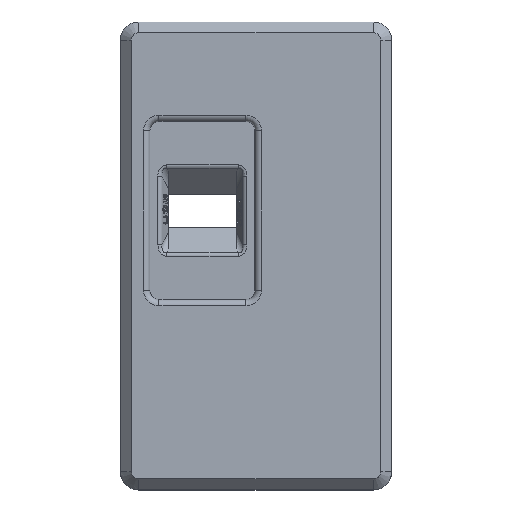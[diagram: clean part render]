
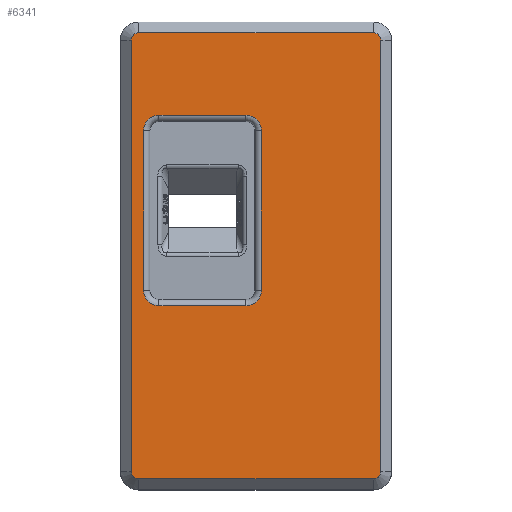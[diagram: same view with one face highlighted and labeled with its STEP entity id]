
A CAD part, top view. The second image highlights one B-rep face of the part: STEP entity #6341.
In plain terms, the highlighted planar face has unit normal (0, 0, 1).
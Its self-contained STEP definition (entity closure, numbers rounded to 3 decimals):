
#781=LINE('',#12080,#1250);
#786=LINE('',#12096,#1255);
#790=LINE('',#12103,#1259);
#793=LINE('',#12114,#1262);
#795=LINE('',#12122,#1264);
#796=LINE('',#12126,#1265);
#797=LINE('',#12130,#1266);
#798=LINE('',#12133,#1267);
#1250=VECTOR('',#7776,10.);
#1255=VECTOR('',#7793,10.);
#1259=VECTOR('',#7799,10.);
#1262=VECTOR('',#7814,10.);
#1264=VECTOR('',#7822,10.);
#1265=VECTOR('',#7825,10.);
#1266=VECTOR('',#7828,10.);
#1267=VECTOR('',#7831,10.);
#1476=FACE_BOUND('',#2225,.T.);
#1546=PLANE('',#6726);
#1843=FACE_OUTER_BOUND('',#2224,.T.);
#2224=EDGE_LOOP('',(#5511,#5512,#5513,#5514,#5515,#5516,#5517,#5518));
#2225=EDGE_LOOP('',(#5519,#5520,#5521,#5522,#5523,#5524,#5525,#5526));
#2464=CIRCLE('',#6714,0.8);
#2465=CIRCLE('',#6716,0.8);
#2467=CIRCLE('',#6721,0.8);
#2468=CIRCLE('',#6723,0.8);
#2469=CIRCLE('',#6727,1.7);
#2470=CIRCLE('',#6728,1.7);
#2471=CIRCLE('',#6729,1.7);
#2472=CIRCLE('',#6730,1.7);
#3061=VERTEX_POINT('',#12077);
#3062=VERTEX_POINT('',#12079);
#3064=VERTEX_POINT('',#12085);
#3066=VERTEX_POINT('',#12091);
#3067=VERTEX_POINT('',#12095);
#3069=VERTEX_POINT('',#12101);
#3070=VERTEX_POINT('',#12105);
#3071=VERTEX_POINT('',#12110);
#3072=VERTEX_POINT('',#12118);
#3073=VERTEX_POINT('',#12119);
#3074=VERTEX_POINT('',#12121);
#3075=VERTEX_POINT('',#12123);
#3076=VERTEX_POINT('',#12125);
#3077=VERTEX_POINT('',#12127);
#3078=VERTEX_POINT('',#12129);
#3079=VERTEX_POINT('',#12131);
#3915=EDGE_CURVE('',#3061,#3062,#781,.T.);
#3920=EDGE_CURVE('',#3062,#3064,#2464,.T.);
#3922=EDGE_CURVE('',#3066,#3061,#2465,.T.);
#3923=EDGE_CURVE('',#3064,#3067,#786,.T.);
#3927=EDGE_CURVE('',#3069,#3066,#790,.T.);
#3930=EDGE_CURVE('',#3067,#3070,#2467,.T.);
#3932=EDGE_CURVE('',#3071,#3069,#2468,.T.);
#3933=EDGE_CURVE('',#3070,#3071,#793,.T.);
#3935=EDGE_CURVE('',#3072,#3073,#2469,.T.);
#3936=EDGE_CURVE('',#3074,#3072,#795,.T.);
#3937=EDGE_CURVE('',#3075,#3074,#2470,.T.);
#3938=EDGE_CURVE('',#3076,#3075,#796,.T.);
#3939=EDGE_CURVE('',#3077,#3076,#2471,.T.);
#3940=EDGE_CURVE('',#3078,#3077,#797,.T.);
#3941=EDGE_CURVE('',#3079,#3078,#2472,.T.);
#3942=EDGE_CURVE('',#3073,#3079,#798,.T.);
#5511=ORIENTED_EDGE('',*,*,#3915,.F.);
#5512=ORIENTED_EDGE('',*,*,#3922,.F.);
#5513=ORIENTED_EDGE('',*,*,#3927,.F.);
#5514=ORIENTED_EDGE('',*,*,#3932,.F.);
#5515=ORIENTED_EDGE('',*,*,#3933,.F.);
#5516=ORIENTED_EDGE('',*,*,#3930,.F.);
#5517=ORIENTED_EDGE('',*,*,#3923,.F.);
#5518=ORIENTED_EDGE('',*,*,#3920,.F.);
#5519=ORIENTED_EDGE('',*,*,#3935,.F.);
#5520=ORIENTED_EDGE('',*,*,#3936,.F.);
#5521=ORIENTED_EDGE('',*,*,#3937,.F.);
#5522=ORIENTED_EDGE('',*,*,#3938,.F.);
#5523=ORIENTED_EDGE('',*,*,#3939,.F.);
#5524=ORIENTED_EDGE('',*,*,#3940,.F.);
#5525=ORIENTED_EDGE('',*,*,#3941,.F.);
#5526=ORIENTED_EDGE('',*,*,#3942,.F.);
#6341=ADVANCED_FACE('',(#1843,#1476),#1546,.T.);
#6714=AXIS2_PLACEMENT_3D('',#12089,#7784,#7785);
#6716=AXIS2_PLACEMENT_3D('',#12093,#7789,#7790);
#6721=AXIS2_PLACEMENT_3D('',#12108,#7805,#7806);
#6723=AXIS2_PLACEMENT_3D('',#12112,#7810,#7811);
#6726=AXIS2_PLACEMENT_3D('',#12117,#7818,#7819);
#6727=AXIS2_PLACEMENT_3D('',#12120,#7820,#7821);
#6728=AXIS2_PLACEMENT_3D('',#12124,#7823,#7824);
#6729=AXIS2_PLACEMENT_3D('',#12128,#7826,#7827);
#6730=AXIS2_PLACEMENT_3D('',#12132,#7829,#7830);
#7776=DIRECTION('',(0.,-1.,0.));
#7784=DIRECTION('center_axis',(0.,0.,-1.));
#7785=DIRECTION('ref_axis',(0.707,-0.707,0.));
#7789=DIRECTION('center_axis',(0.,0.,-1.));
#7790=DIRECTION('ref_axis',(0.707,0.707,0.));
#7793=DIRECTION('',(-1.,0.,0.));
#7799=DIRECTION('',(1.,0.,0.));
#7805=DIRECTION('center_axis',(0.,0.,-1.));
#7806=DIRECTION('ref_axis',(-0.707,-0.707,0.));
#7810=DIRECTION('center_axis',(0.,0.,-1.));
#7811=DIRECTION('ref_axis',(-0.707,0.707,0.));
#7814=DIRECTION('',(0.,1.,0.));
#7818=DIRECTION('center_axis',(0.,0.,1.));
#7819=DIRECTION('ref_axis',(1.,0.,0.));
#7820=DIRECTION('center_axis',(0.,0.,1.));
#7821=DIRECTION('ref_axis',(0.707,0.707,0.));
#7822=DIRECTION('',(0.,1.,0.));
#7823=DIRECTION('center_axis',(0.,0.,1.));
#7824=DIRECTION('ref_axis',(0.707,-0.707,0.));
#7825=DIRECTION('',(1.,0.,0.));
#7826=DIRECTION('center_axis',(0.,0.,1.));
#7827=DIRECTION('ref_axis',(-0.707,-0.707,0.));
#7828=DIRECTION('',(0.,-1.,0.));
#7829=DIRECTION('center_axis',(0.,0.,1.));
#7830=DIRECTION('ref_axis',(-0.707,0.707,0.));
#7831=DIRECTION('',(-1.,0.,0.));
#12077=CARTESIAN_POINT('',(13.767,-0.1,12.2));
#12079=CARTESIAN_POINT('',(13.767,-47.75,12.2));
#12080=CARTESIAN_POINT('',(13.767,-36.087,12.2));
#12085=CARTESIAN_POINT('',(12.967,-48.55,12.2));
#12089=CARTESIAN_POINT('Origin',(12.967,-47.75,12.2));
#12091=CARTESIAN_POINT('',(12.967,0.7,12.2));
#12093=CARTESIAN_POINT('Origin',(12.967,-0.1,12.2));
#12095=CARTESIAN_POINT('',(-12.967,-48.55,12.2));
#12096=CARTESIAN_POINT('',(-5.983,-48.55,12.2));
#12101=CARTESIAN_POINT('',(-12.967,0.7,12.2));
#12103=CARTESIAN_POINT('',(5.983,0.7,12.2));
#12105=CARTESIAN_POINT('',(-13.767,-47.75,12.2));
#12108=CARTESIAN_POINT('Origin',(-12.967,-47.75,12.2));
#12110=CARTESIAN_POINT('',(-13.767,-0.1,12.2));
#12112=CARTESIAN_POINT('Origin',(-12.967,-0.1,12.2));
#12114=CARTESIAN_POINT('',(-13.767,-12.762,12.2));
#12117=CARTESIAN_POINT('Origin',(0.,-24.425,12.2));
#12118=CARTESIAN_POINT('',(0.588,-10.088,12.2));
#12119=CARTESIAN_POINT('',(-1.112,-8.388,12.2));
#12120=CARTESIAN_POINT('Origin',(-1.112,-10.088,12.2));
#12121=CARTESIAN_POINT('',(0.588,-27.739,12.2));
#12122=CARTESIAN_POINT('',(0.588,-19.256,12.2));
#12123=CARTESIAN_POINT('',(-1.112,-29.439,12.2));
#12124=CARTESIAN_POINT('Origin',(-1.112,-27.739,12.2));
#12125=CARTESIAN_POINT('',(-10.714,-29.439,12.2));
#12126=CARTESIAN_POINT('',(-0.056,-29.439,12.2));
#12127=CARTESIAN_POINT('',(-12.414,-27.739,12.2));
#12128=CARTESIAN_POINT('Origin',(-10.714,-27.739,12.2));
#12129=CARTESIAN_POINT('',(-12.414,-10.088,12.2));
#12130=CARTESIAN_POINT('',(-12.414,-24.082,12.2));
#12131=CARTESIAN_POINT('',(-10.714,-8.388,12.2));
#12132=CARTESIAN_POINT('Origin',(-10.714,-10.088,12.2));
#12133=CARTESIAN_POINT('',(-5.857,-8.388,12.2));
